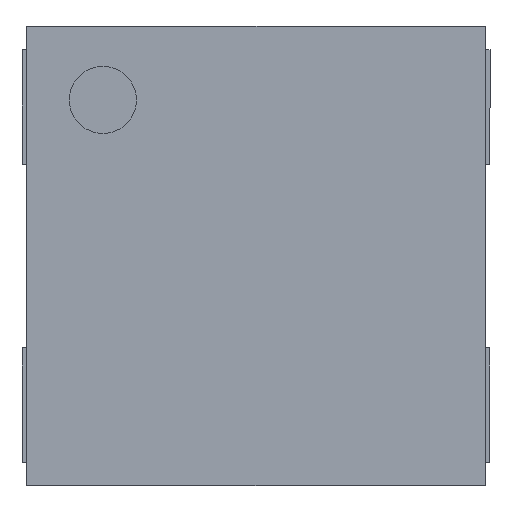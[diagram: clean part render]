
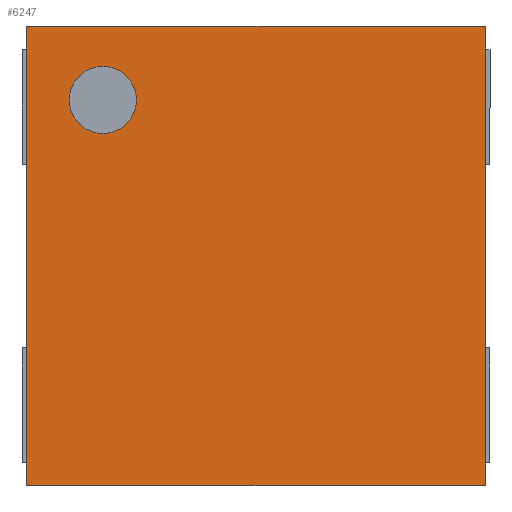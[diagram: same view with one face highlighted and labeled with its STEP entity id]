
A CAD part, top view. The second image highlights one B-rep face of the part: STEP entity #6247.
In plain terms, the highlighted planar face has unit normal (0, 0, 1).
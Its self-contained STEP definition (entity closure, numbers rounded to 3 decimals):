
#79 = ORIENTED_EDGE ( 'NONE', *, *, #1748, .F. ) ;
#349 = AXIS2_PLACEMENT_3D ( 'NONE', #8527, #7284, #3546 ) ;
#500 = LINE ( 'NONE', #5503, #9046 ) ;
#521 = DIRECTION ( 'NONE',  ( 0., 0., 1. ) ) ;
#1045 = EDGE_CURVE ( 'NONE', #3511, #7933, #500, .T. ) ;
#1309 = CARTESIAN_POINT ( 'NONE',  ( -0.5, 0.5, 0.61 ) ) ;
#1334 = EDGE_CURVE ( 'NONE', #1927, #2291, #4312, .T. ) ;
#1355 = PLANE ( 'NONE',  #8307 ) ;
#1748 = EDGE_CURVE ( 'NONE', #2291, #1927, #3355, .T. ) ;
#1927 = VERTEX_POINT ( 'NONE', #5109 ) ;
#2291 = VERTEX_POINT ( 'NONE', #9563 ) ;
#3355 = CIRCLE ( 'NONE', #11662, 0.073 ) ;
#3511 = VERTEX_POINT ( 'NONE', #10929 ) ;
#3527 = VERTEX_POINT ( 'NONE', #4471 ) ;
#3546 = DIRECTION ( 'NONE',  ( 1., 0., 0. ) ) ;
#3560 = DIRECTION ( 'NONE',  ( 0., -1., 0. ) ) ;
#3638 = LINE ( 'NONE', #12561, #11120 ) ;
#3841 = ORIENTED_EDGE ( 'NONE', *, *, #1334, .F. ) ;
#3853 = CARTESIAN_POINT ( 'NONE',  ( 0.5, 0.5, 0.61 ) ) ;
#4037 = EDGE_CURVE ( 'NONE', #3527, #6131, #3638, .T. ) ;
#4296 = DIRECTION ( 'NONE',  ( -1., 0., 0. ) ) ;
#4312 = CIRCLE ( 'NONE', #349, 0.073 ) ;
#4378 = EDGE_CURVE ( 'NONE', #7933, #3527, #11355, .T. ) ;
#4471 = CARTESIAN_POINT ( 'NONE',  ( -0.5, 0.5, 0.61 ) ) ;
#4899 = EDGE_LOOP ( 'NONE', ( #9771, #8949, #12446, #5088 ) ) ;
#5088 = ORIENTED_EDGE ( 'NONE', *, *, #12043, .T. ) ;
#5109 = CARTESIAN_POINT ( 'NONE',  ( -0.261, 0.34, 0.61 ) ) ;
#5329 = DIRECTION ( 'NONE',  ( 0., 0., 1. ) ) ;
#5335 = CARTESIAN_POINT ( 'NONE',  ( -0.334, 0.34, 0.61 ) ) ;
#5503 = CARTESIAN_POINT ( 'NONE',  ( 0.5, 0.5, 0.61 ) ) ;
#5518 = FACE_BOUND ( 'NONE', #6056, .T. ) ;
#5831 = VECTOR ( 'NONE', #12057, 1000. ) ;
#6056 = EDGE_LOOP ( 'NONE', ( #3841, #79 ) ) ;
#6131 = VERTEX_POINT ( 'NONE', #10039 ) ;
#6247 = ADVANCED_FACE ( 'NONE', ( #5518, #6287 ), #1355, .T. ) ;
#6287 = FACE_OUTER_BOUND ( 'NONE', #4899, .T. ) ;
#6987 = VECTOR ( 'NONE', #4296, 1000. ) ;
#7284 = DIRECTION ( 'NONE',  ( 0., 0., 1. ) ) ;
#7933 = VERTEX_POINT ( 'NONE', #3853 ) ;
#8307 = AXIS2_PLACEMENT_3D ( 'NONE', #8497, #5329, #8438 ) ;
#8438 = DIRECTION ( 'NONE',  ( 1., 0., 0. ) ) ;
#8497 = CARTESIAN_POINT ( 'NONE',  ( 0., 0., 0.61 ) ) ;
#8506 = DIRECTION ( 'NONE',  ( 1., 0., 0. ) ) ;
#8527 = CARTESIAN_POINT ( 'NONE',  ( -0.334, 0.34, 0.61 ) ) ;
#8949 = ORIENTED_EDGE ( 'NONE', *, *, #4378, .T. ) ;
#9046 = VECTOR ( 'NONE', #10445, 1000. ) ;
#9563 = CARTESIAN_POINT ( 'NONE',  ( -0.407, 0.34, 0.61 ) ) ;
#9771 = ORIENTED_EDGE ( 'NONE', *, *, #1045, .T. ) ;
#10039 = CARTESIAN_POINT ( 'NONE',  ( -0.5, -0.5, 0.61 ) ) ;
#10445 = DIRECTION ( 'NONE',  ( 0., 1., 0. ) ) ;
#10929 = CARTESIAN_POINT ( 'NONE',  ( 0.5, -0.5, 0.61 ) ) ;
#11120 = VECTOR ( 'NONE', #3560, 1000. ) ;
#11355 = LINE ( 'NONE', #1309, #6987 ) ;
#11662 = AXIS2_PLACEMENT_3D ( 'NONE', #5335, #521, #8506 ) ;
#12043 = EDGE_CURVE ( 'NONE', #6131, #3511, #12173, .T. ) ;
#12057 = DIRECTION ( 'NONE',  ( 1., 0., 0. ) ) ;
#12173 = LINE ( 'NONE', #12230, #5831 ) ;
#12230 = CARTESIAN_POINT ( 'NONE',  ( -0.5, -0.5, 0.61 ) ) ;
#12446 = ORIENTED_EDGE ( 'NONE', *, *, #4037, .T. ) ;
#12561 = CARTESIAN_POINT ( 'NONE',  ( -0.5, 0.5, 0.61 ) ) ;
